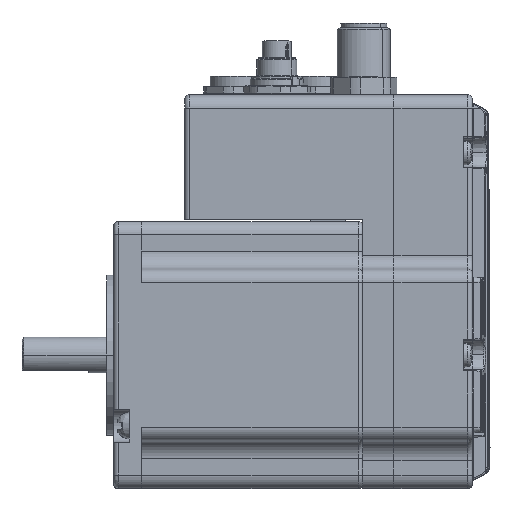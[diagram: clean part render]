
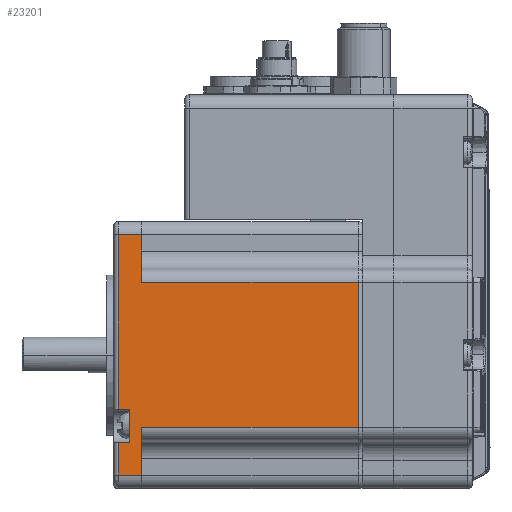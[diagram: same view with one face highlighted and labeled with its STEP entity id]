
A CAD part, top view. The second image highlights one B-rep face of the part: STEP entity #23201.
In plain terms, the highlighted face is planar.
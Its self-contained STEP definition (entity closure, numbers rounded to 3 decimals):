
#693 = ORIENTED_EDGE ( 'NONE', *, *, #42079, .T. ) ;
#1601 = CARTESIAN_POINT ( 'NONE',  ( 92.176, 97.892, -212. ) ) ;
#1952 = VECTOR ( 'NONE', #66152, 1000. ) ;
#5772 = VERTEX_POINT ( 'NONE', #43126 ) ;
#6249 = EDGE_CURVE ( 'NONE', #85743, #111303, #54665, .T. ) ;
#6524 = EDGE_CURVE ( 'NONE', #103062, #5772, #100727, .T. ) ;
#8561 = CARTESIAN_POINT ( 'NONE',  ( 92.176, 101.992, -205.7 ) ) ;
#8936 = LINE ( 'NONE', #97682, #108246 ) ;
#9232 = ORIENTED_EDGE ( 'NONE', *, *, #87033, .T. ) ;
#9750 = ORIENTED_EDGE ( 'NONE', *, *, #30027, .T. ) ;
#10295 = ORIENTED_EDGE ( 'NONE', *, *, #38732, .T. ) ;
#13300 = AXIS2_PLACEMENT_3D ( 'NONE', #45061, #61877, #35259 ) ;
#13351 = VERTEX_POINT ( 'NONE', #53634 ) ;
#22700 = EDGE_CURVE ( 'NONE', #36607, #47461, #83039, .T. ) ;
#23201 = ADVANCED_FACE ( 'NONE', ( #34052 ), #36023, .T. ) ;
#26604 = VECTOR ( 'NONE', #95001, 1000. ) ;
#27012 = EDGE_CURVE ( 'NONE', #104741, #103346, #107373, .T. ) ;
#27578 = VECTOR ( 'NONE', #115125, 1000. ) ;
#29701 = ORIENTED_EDGE ( 'NONE', *, *, #6524, .T. ) ;
#29852 = LINE ( 'NONE', #110633, #1952 ) ;
#30027 = EDGE_CURVE ( 'NONE', #104741, #46822, #29852, .T. ) ;
#31656 = DIRECTION ( 'NONE',  ( 0., 0., -1. ) ) ;
#34052 = FACE_OUTER_BOUND ( 'NONE', #41122, .T. ) ;
#35259 = DIRECTION ( 'NONE',  ( 0., 0., -1. ) ) ;
#36023 = PLANE ( 'NONE',  #13300 ) ;
#36607 = VERTEX_POINT ( 'NONE', #45010 ) ;
#37110 = DIRECTION ( 'NONE',  ( 0., 1., 0. ) ) ;
#37593 = CARTESIAN_POINT ( 'NONE',  ( 92.176, 58.692, -211. ) ) ;
#38280 = CARTESIAN_POINT ( 'NONE',  ( 92.176, 105.292, -211. ) ) ;
#38732 = EDGE_CURVE ( 'NONE', #46822, #85743, #82016, .T. ) ;
#38753 = DIRECTION ( 'NONE',  ( 0., 0., -1. ) ) ;
#41122 = EDGE_LOOP ( 'NONE', ( #74618, #9750, #10295, #54987, #693, #85112, #72050, #29701, #62239, #67420, #86697, #9232 ) ) ;
#42079 = EDGE_CURVE ( 'NONE', #111303, #53006, #43720, .T. ) ;
#42621 = CARTESIAN_POINT ( 'NONE',  ( 92.176, 112.692, -205.7 ) ) ;
#42934 = DIRECTION ( 'NONE',  ( 0., 0., 1. ) ) ;
#43126 = CARTESIAN_POINT ( 'NONE',  ( 92.176, 105.292, -208.5 ) ) ;
#43690 = CARTESIAN_POINT ( 'NONE',  ( 92.176, 112.692, -212. ) ) ;
#43720 = LINE ( 'NONE', #97263, #47988 ) ;
#45010 = CARTESIAN_POINT ( 'NONE',  ( 92.176, 112.692, -211. ) ) ;
#45061 = CARTESIAN_POINT ( 'NONE',  ( 92.176, 55.692, -212. ) ) ;
#46822 = VERTEX_POINT ( 'NONE', #58022 ) ;
#47461 = VERTEX_POINT ( 'NONE', #42621 ) ;
#47988 = VECTOR ( 'NONE', #31656, 1000. ) ;
#48080 = VECTOR ( 'NONE', #42934, 1000. ) ;
#50624 = EDGE_CURVE ( 'NONE', #53006, #13351, #8936, .T. ) ;
#51316 = LINE ( 'NONE', #89722, #27578 ) ;
#51461 = VECTOR ( 'NONE', #77270, 1000. ) ;
#52623 = CARTESIAN_POINT ( 'NONE',  ( 92.176, 69.392, -205.7 ) ) ;
#53006 = VERTEX_POINT ( 'NONE', #37593 ) ;
#53199 = VECTOR ( 'NONE', #106264, 1000. ) ;
#53634 = CARTESIAN_POINT ( 'NONE',  ( 92.176, 97.892, -211. ) ) ;
#54665 = LINE ( 'NONE', #95751, #53199 ) ;
#54987 = ORIENTED_EDGE ( 'NONE', *, *, #6249, .T. ) ;
#55126 = DIRECTION ( 'NONE',  ( 0., 0., 1. ) ) ;
#56471 = EDGE_CURVE ( 'NONE', #5772, #76438, #74112, .T. ) ;
#57480 = CARTESIAN_POINT ( 'NONE',  ( 92.176, 101.992, -157. ) ) ;
#58022 = CARTESIAN_POINT ( 'NONE',  ( 92.176, 69.392, -157. ) ) ;
#60481 = CARTESIAN_POINT ( 'NONE',  ( 92.176, 101.992, -212. ) ) ;
#60504 = DIRECTION ( 'NONE',  ( 0., -1., 0. ) ) ;
#60590 = VECTOR ( 'NONE', #55126, 1000. ) ;
#61877 = DIRECTION ( 'NONE',  ( 1., 0., 0. ) ) ;
#62211 = DIRECTION ( 'NONE',  ( 0., 1., 0. ) ) ;
#62239 = ORIENTED_EDGE ( 'NONE', *, *, #56471, .T. ) ;
#64001 = VECTOR ( 'NONE', #60504, 1000. ) ;
#65621 = CARTESIAN_POINT ( 'NONE',  ( 92.176, 55.692, -208.5 ) ) ;
#66152 = DIRECTION ( 'NONE',  ( 0., -1., 0. ) ) ;
#67420 = ORIENTED_EDGE ( 'NONE', *, *, #98021, .T. ) ;
#72050 = ORIENTED_EDGE ( 'NONE', *, *, #94134, .T. ) ;
#74112 = LINE ( 'NONE', #85711, #26604 ) ;
#74618 = ORIENTED_EDGE ( 'NONE', *, *, #27012, .F. ) ;
#76438 = VERTEX_POINT ( 'NONE', #38280 ) ;
#77270 = DIRECTION ( 'NONE',  ( 0., 0., -1. ) ) ;
#78839 = CARTESIAN_POINT ( 'NONE',  ( 92.176, 55.692, -205.7 ) ) ;
#82016 = LINE ( 'NONE', #109055, #83486 ) ;
#83039 = LINE ( 'NONE', #43690, #48080 ) ;
#83486 = VECTOR ( 'NONE', #38753, 1000. ) ;
#84342 = LINE ( 'NONE', #1601, #60590 ) ;
#85112 = ORIENTED_EDGE ( 'NONE', *, *, #50624, .T. ) ;
#85711 = CARTESIAN_POINT ( 'NONE',  ( 92.176, 105.292, -212. ) ) ;
#85743 = VERTEX_POINT ( 'NONE', #52623 ) ;
#86697 = ORIENTED_EDGE ( 'NONE', *, *, #22700, .T. ) ;
#87033 = EDGE_CURVE ( 'NONE', #47461, #103346, #111455, .T. ) ;
#89722 = CARTESIAN_POINT ( 'NONE',  ( 92.176, 55.692, -211. ) ) ;
#94134 = EDGE_CURVE ( 'NONE', #13351, #103062, #84342, .T. ) ;
#95001 = DIRECTION ( 'NONE',  ( 0., 0., -1. ) ) ;
#95751 = CARTESIAN_POINT ( 'NONE',  ( 92.176, 55.692, -205.7 ) ) ;
#97263 = CARTESIAN_POINT ( 'NONE',  ( 92.176, 58.692, -212. ) ) ;
#97682 = CARTESIAN_POINT ( 'NONE',  ( 92.176, 55.692, -211. ) ) ;
#98021 = EDGE_CURVE ( 'NONE', #76438, #36607, #51316, .T. ) ;
#100727 = LINE ( 'NONE', #65621, #114864 ) ;
#100834 = CARTESIAN_POINT ( 'NONE',  ( 92.176, 97.892, -208.5 ) ) ;
#101240 = CARTESIAN_POINT ( 'NONE',  ( 92.176, 58.692, -205.7 ) ) ;
#103062 = VERTEX_POINT ( 'NONE', #100834 ) ;
#103346 = VERTEX_POINT ( 'NONE', #8561 ) ;
#104741 = VERTEX_POINT ( 'NONE', #57480 ) ;
#106264 = DIRECTION ( 'NONE',  ( 0., -1., 0. ) ) ;
#107373 = LINE ( 'NONE', #60481, #51461 ) ;
#108246 = VECTOR ( 'NONE', #62211, 1000. ) ;
#109055 = CARTESIAN_POINT ( 'NONE',  ( 92.176, 69.392, -212. ) ) ;
#110633 = CARTESIAN_POINT ( 'NONE',  ( 92.176, 55.692, -157. ) ) ;
#111303 = VERTEX_POINT ( 'NONE', #101240 ) ;
#111455 = LINE ( 'NONE', #78839, #64001 ) ;
#114864 = VECTOR ( 'NONE', #37110, 1000. ) ;
#115125 = DIRECTION ( 'NONE',  ( 0., 1., 0. ) ) ;
